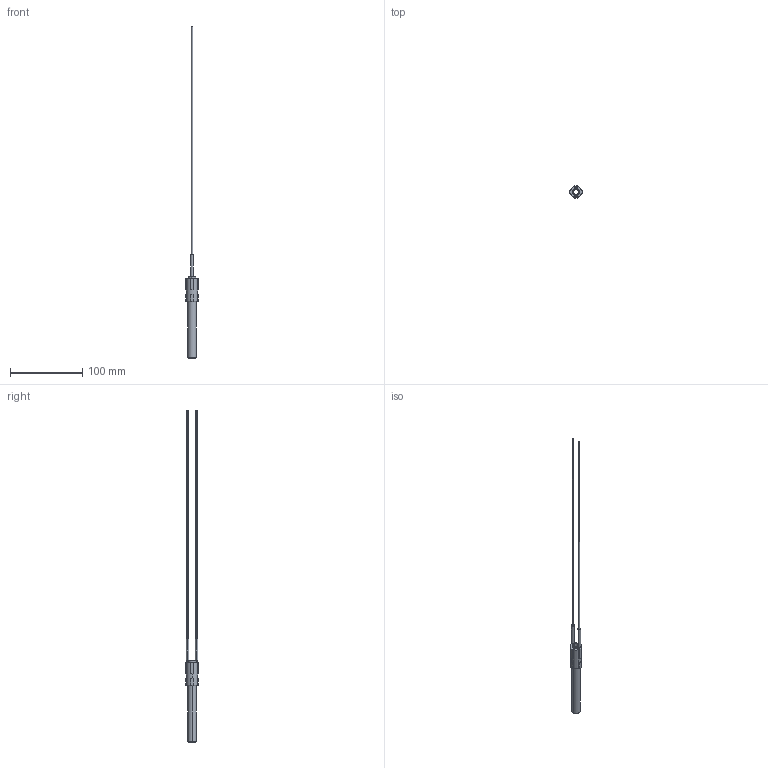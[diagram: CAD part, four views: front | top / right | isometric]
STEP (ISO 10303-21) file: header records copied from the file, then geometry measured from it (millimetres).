
FILE_DESCRIPTION (( 'STEP AP214' ), '1' );
FILE_NAME ('PSX-2-W_240V.STEP', '2015-08-06T12:46:32', ( 'pc' ), ( '' ), 'SwSTEP 2.0', 'SolidWorks 2014', '' );
FILE_SCHEMA (( 'AUTOMOTIVE_DESIGN' ));
Length unit declared in the file: millimetre
Products named in the file (1): PSX-2-W_240V
Bounding box: 17.7 x 17.7 x 460 mm (x, y, z)
Volume: 13903 mm3; surface area: 11872 mm2
Topology: 1 solids, 1 shells, 135 faces, 341 edges, 216 vertices
Faces by surface type: cylinder 67, plane 46, torus 20, cone 2
Entity records: 5571 total; most frequent: DIRECTION 793, CARTESIAN_POINT 693, ORIENTED_EDGE 682, EDGE_CURVE 341, AXIS2_PLACEMENT_3D 316, VERTEX_POINT 216, CIRCLE 180, LINE 161
